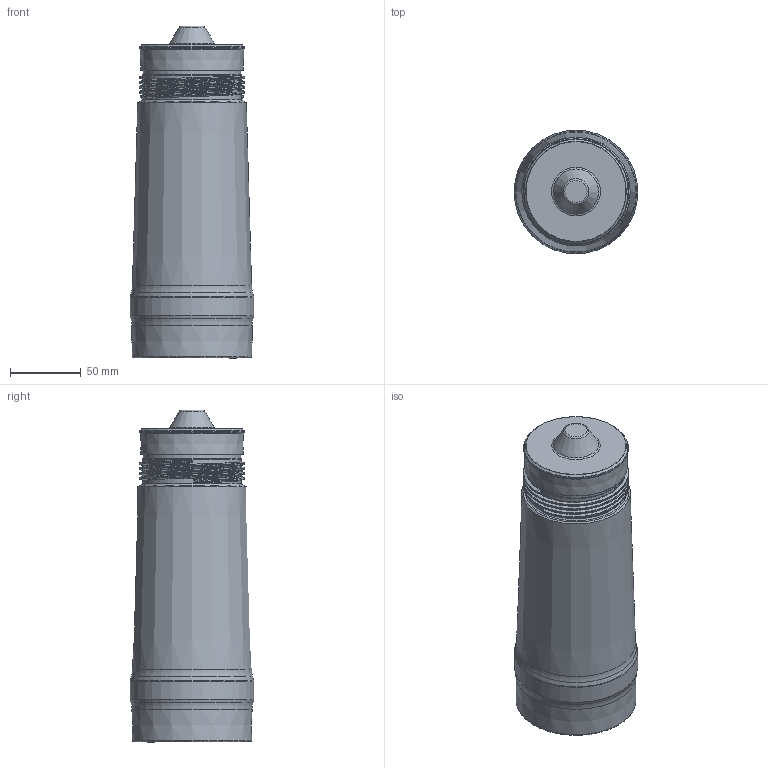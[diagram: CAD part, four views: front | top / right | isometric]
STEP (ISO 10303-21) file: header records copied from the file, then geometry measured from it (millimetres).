
FILE_DESCRIPTION(/* description */ ('Unknown'),/* implementation_level */ '2;1');
FILE_NAME(/* name */ '40404001',/* time_stamp */ '2022-08-29T12:13:32+02:00',/* author */ ('Unknown'),/* organization */ ('GROHE AG'),/* preprocessor_version */ 'ST-DEVELOPER v16.7',/* originating_system */ 'DEX',/* authorisation */ $);
FILE_SCHEMA (('AUTOMOTIVE_DESIGN {1 0 10303 214 3 1 1}'));
Length unit declared in the file: millimetre
Products named in the file (3): 40404001; msch146C4AD2bycg; msch146C4AD2byeo
Assembly tree (2 placements, depth 2):
  40404001
    msch146C4AD2bycg
    msch146C4AD2byeo
Bounding box: 87.5 x 87.5 x 234.9 mm (x, y, z)
Surface area: 85079.7 mm2 (no closed solid volume)
Topology: 0 solids, 2 shells, 315 faces, 802 edges, 460 vertices
Faces by surface type: bspline 160, torus 56, cylinder 43, plane 33, cone 22, sphere 1
Full cylindrical faces by diameter (mm): 69.6 x3, 74 x1, 87.5 x1
Entity records: 25783 total; most frequent: CARTESIAN_POINT 18273, ORIENTED_EDGE 1347, EDGE_CURVE 726, DIRECTION 624, VERTEX_POINT 440, B_SPLINE_CURVE_WITH_KNOTS 416, EDGE_LOOP 350, FACE_BOUND 350
